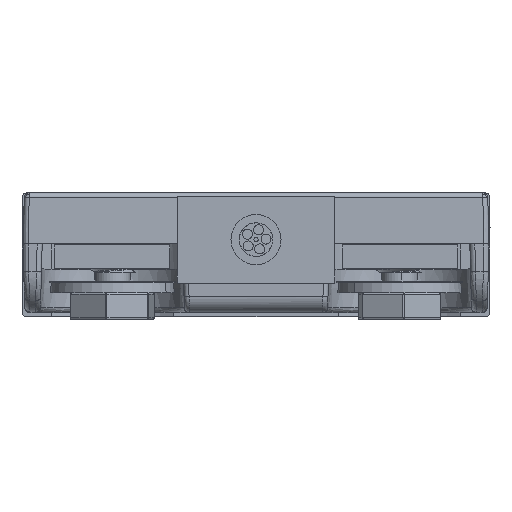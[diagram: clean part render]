
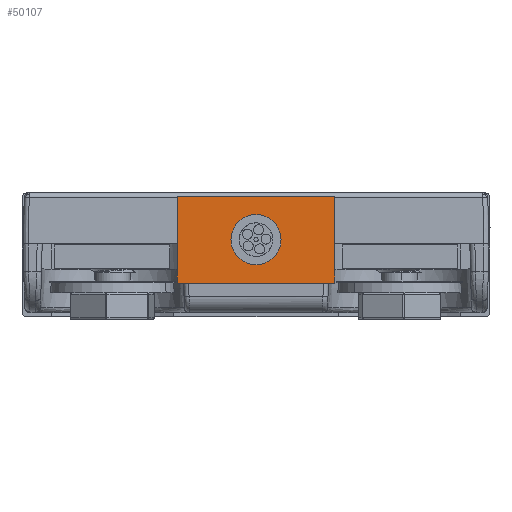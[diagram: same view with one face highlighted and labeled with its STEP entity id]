
A CAD part, left-side view. The second image highlights one B-rep face of the part: STEP entity #50107.
In plain terms, the highlighted planar face has unit normal (-1, 0, 0).
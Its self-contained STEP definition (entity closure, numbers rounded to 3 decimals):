
#3535 = VERTEX_POINT ( 'NONE', #19346 ) ;
#5365 = LINE ( 'NONE', #40568, #47078 ) ;
#7140 = CARTESIAN_POINT ( 'NONE',  ( -224.248, 178.264, -6.489 ) ) ;
#8951 = PLANE ( 'NONE',  #47387 ) ;
#11684 = CARTESIAN_POINT ( 'NONE',  ( -224.248, 178.264, -13.093 ) ) ;
#13582 = CARTESIAN_POINT ( 'NONE',  ( -224.248, 166.313, -6.489 ) ) ;
#13853 = CARTESIAN_POINT ( 'NONE',  ( -224.248, 166.313, -6.489 ) ) ;
#15411 = DIRECTION ( 'NONE',  ( 0., 0., 1. ) ) ;
#16292 = LINE ( 'NONE', #13853, #113665 ) ;
#19346 = CARTESIAN_POINT ( 'NONE',  ( -224.248, 166.313, -13.093 ) ) ;
#20722 = VERTEX_POINT ( 'NONE', #11684 ) ;
#22556 = EDGE_LOOP ( 'NONE', ( #27790, #30136, #87990, #68393 ) ) ;
#24665 = VERTEX_POINT ( 'NONE', #13582 ) ;
#27790 = ORIENTED_EDGE ( 'NONE', *, *, #52840, .T. ) ;
#27951 = DIRECTION ( 'NONE',  ( 0., 1., 0. ) ) ;
#28393 = EDGE_CURVE ( 'NONE', #20722, #3535, #34538, .T. ) ;
#30136 = ORIENTED_EDGE ( 'NONE', *, *, #61889, .T. ) ;
#32753 = FACE_OUTER_BOUND ( 'NONE', #22556, .T. ) ;
#34538 = LINE ( 'NONE', #44347, #108280 ) ;
#35690 = CARTESIAN_POINT ( 'NONE',  ( -224.248, 178.264, -6.489 ) ) ;
#40568 = CARTESIAN_POINT ( 'NONE',  ( -224.248, 178.264, -6.489 ) ) ;
#44240 = VECTOR ( 'NONE', #106836, 1000. ) ;
#44347 = CARTESIAN_POINT ( 'NONE',  ( -224.248, 178.264, -13.093 ) ) ;
#47078 = VECTOR ( 'NONE', #75572, 1000. ) ;
#47387 = AXIS2_PLACEMENT_3D ( 'NONE', #71908, #62635, #27951 ) ;
#50107 = ADVANCED_FACE ( 'NONE', ( #32753 ), #8951, .F. ) ;
#52840 = EDGE_CURVE ( 'NONE', #24665, #115047, #102723, .T. ) ;
#53156 = EDGE_CURVE ( 'NONE', #3535, #24665, #16292, .T. ) ;
#61889 = EDGE_CURVE ( 'NONE', #115047, #20722, #5365, .T. ) ;
#62635 = DIRECTION ( 'NONE',  ( 1., 0., 0. ) ) ;
#68393 = ORIENTED_EDGE ( 'NONE', *, *, #53156, .T. ) ;
#71908 = CARTESIAN_POINT ( 'NONE',  ( -224.248, 178.89, -4.326 ) ) ;
#75572 = DIRECTION ( 'NONE',  ( 0., 0., -1. ) ) ;
#87990 = ORIENTED_EDGE ( 'NONE', *, *, #28393, .T. ) ;
#102723 = LINE ( 'NONE', #35690, #44240 ) ;
#106562 = DIRECTION ( 'NONE',  ( 0., -1., 0. ) ) ;
#106836 = DIRECTION ( 'NONE',  ( 0., 1., 0. ) ) ;
#108280 = VECTOR ( 'NONE', #106562, 1000. ) ;
#113665 = VECTOR ( 'NONE', #15411, 1000. ) ;
#115047 = VERTEX_POINT ( 'NONE', #7140 ) ;
